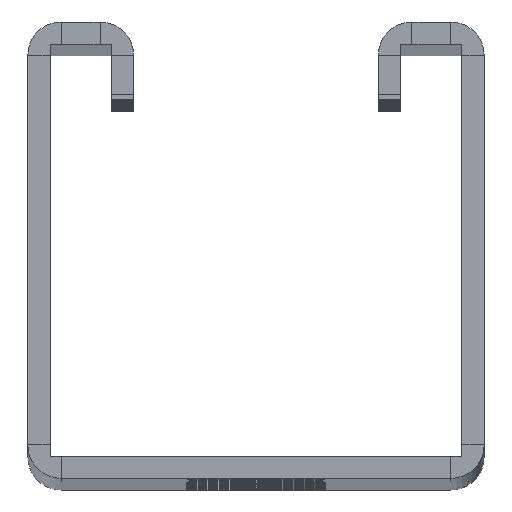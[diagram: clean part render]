
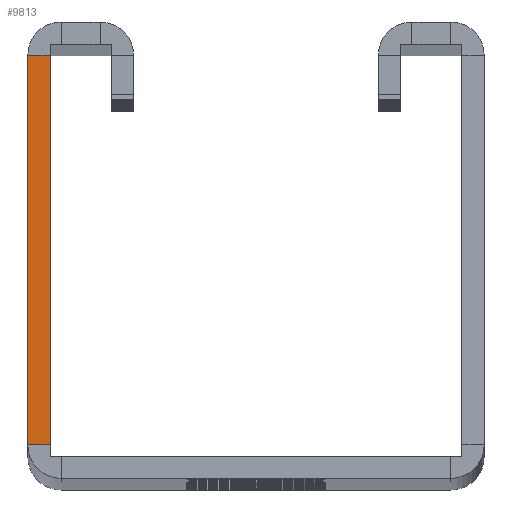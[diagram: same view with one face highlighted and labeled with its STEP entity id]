
A CAD part, top view. The second image highlights one B-rep face of the part: STEP entity #9813.
In plain terms, the highlighted planar face has unit normal (0, 0, 1).
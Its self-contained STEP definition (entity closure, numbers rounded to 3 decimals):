
#112 = ORIENTED_EDGE ( 'NONE', *, *, #20008, .T. ) ;
#488 = EDGE_CURVE ( 'NONE', #2236, #32484, #19144, .T. ) ;
#2236 = VERTEX_POINT ( 'NONE', #10102 ) ;
#3286 = CARTESIAN_POINT ( 'NONE',  ( -18.5, 38., 0. ) ) ;
#4336 = VERTEX_POINT ( 'NONE', #7578 ) ;
#4776 = ORIENTED_EDGE ( 'NONE', *, *, #30321, .F. ) ;
#6094 = LINE ( 'NONE', #31855, #34121 ) ;
#6253 = CARTESIAN_POINT ( 'NONE',  ( -20.5, 3., 0. ) ) ;
#6761 = VECTOR ( 'NONE', #26732, 1000. ) ;
#7578 = CARTESIAN_POINT ( 'NONE',  ( -20.5, 3., 0. ) ) ;
#9813 = ADVANCED_FACE ( 'NONE', ( #31312 ), #11267, .T. ) ;
#10102 = CARTESIAN_POINT ( 'NONE',  ( -18.5, 38., 0. ) ) ;
#11267 = PLANE ( 'NONE',  #13048 ) ;
#11866 = DIRECTION ( 'NONE',  ( 1., 0., 0. ) ) ;
#13048 = AXIS2_PLACEMENT_3D ( 'NONE', #31846, #26306, #14229 ) ;
#13075 = ORIENTED_EDGE ( 'NONE', *, *, #13483, .T. ) ;
#13229 = CARTESIAN_POINT ( 'NONE',  ( -18.5, 0., 0. ) ) ;
#13483 = EDGE_CURVE ( 'NONE', #4336, #23656, #25963, .T. ) ;
#14229 = DIRECTION ( 'NONE',  ( 1., 0., 0. ) ) ;
#19144 = LINE ( 'NONE', #3286, #6761 ) ;
#19248 = LINE ( 'NONE', #13229, #27521 ) ;
#20008 = EDGE_CURVE ( 'NONE', #23656, #2236, #19248, .T. ) ;
#20439 = VECTOR ( 'NONE', #11866, 1000. ) ;
#23656 = VERTEX_POINT ( 'NONE', #28344 ) ;
#25963 = LINE ( 'NONE', #6253, #20439 ) ;
#26306 = DIRECTION ( 'NONE',  ( 0., 0., 1. ) ) ;
#26386 = EDGE_LOOP ( 'NONE', ( #4776, #13075, #112, #36856 ) ) ;
#26515 = CARTESIAN_POINT ( 'NONE',  ( -20.5, 38., 0. ) ) ;
#26732 = DIRECTION ( 'NONE',  ( -1., 0., 0. ) ) ;
#27521 = VECTOR ( 'NONE', #27753, 1000. ) ;
#27753 = DIRECTION ( 'NONE',  ( 0., 1., 0. ) ) ;
#28344 = CARTESIAN_POINT ( 'NONE',  ( -18.5, 3., 0. ) ) ;
#30321 = EDGE_CURVE ( 'NONE', #4336, #32484, #6094, .T. ) ;
#31312 = FACE_OUTER_BOUND ( 'NONE', #26386, .T. ) ;
#31846 = CARTESIAN_POINT ( 'NONE',  ( -17.5, 2., 0. ) ) ;
#31855 = CARTESIAN_POINT ( 'NONE',  ( -20.5, 0., 0. ) ) ;
#32484 = VERTEX_POINT ( 'NONE', #26515 ) ;
#33006 = DIRECTION ( 'NONE',  ( 0., 1., 0. ) ) ;
#34121 = VECTOR ( 'NONE', #33006, 1000. ) ;
#36856 = ORIENTED_EDGE ( 'NONE', *, *, #488, .T. ) ;
